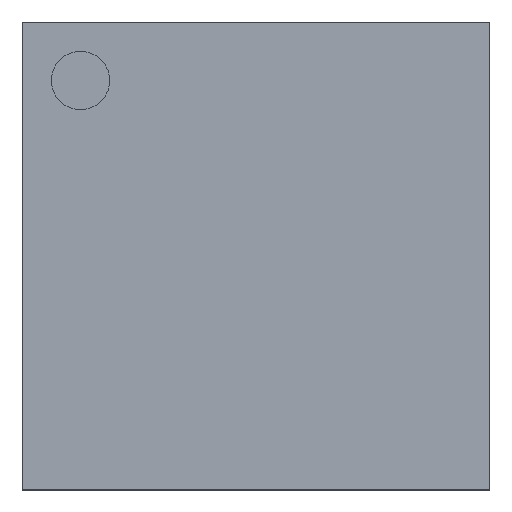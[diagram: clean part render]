
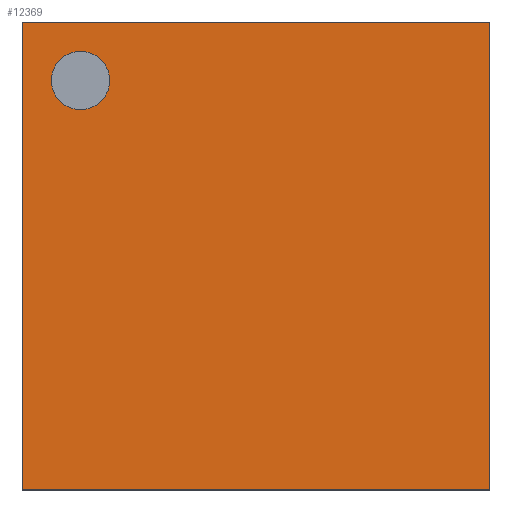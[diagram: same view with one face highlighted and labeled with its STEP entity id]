
A CAD part, top view. The second image highlights one B-rep face of the part: STEP entity #12369.
In plain terms, the highlighted planar face has unit normal (0, 0, 1).
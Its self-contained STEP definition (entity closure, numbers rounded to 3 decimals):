
#12180 = VERTEX_POINT('',#12181);
#12181 = CARTESIAN_POINT('',(-7.,-7.,1.18));
#12188 = PLANE('',#12189);
#12189 = AXIS2_PLACEMENT_3D('',#12190,#12191,#12192);
#12190 = CARTESIAN_POINT('',(-7.,-7.,0.3));
#12191 = DIRECTION('',(1.,0.,0.));
#12192 = DIRECTION('',(0.,0.,1.));
#12200 = PLANE('',#12201);
#12201 = AXIS2_PLACEMENT_3D('',#12202,#12203,#12204);
#12202 = CARTESIAN_POINT('',(-7.,-7.,0.3));
#12203 = DIRECTION('',(0.,1.,0.));
#12204 = DIRECTION('',(0.,0.,1.));
#12241 = VERTEX_POINT('',#12242);
#12242 = CARTESIAN_POINT('',(-7.,7.,1.18));
#12256 = PLANE('',#12257);
#12257 = AXIS2_PLACEMENT_3D('',#12258,#12259,#12260);
#12258 = CARTESIAN_POINT('',(-7.,7.,0.3));
#12259 = DIRECTION('',(0.,1.,0.));
#12260 = DIRECTION('',(0.,0.,1.));
#12268 = EDGE_CURVE('',#12180,#12241,#12269,.T.);
#12269 = SURFACE_CURVE('',#12270,(#12274,#12281),.PCURVE_S1.);
#12270 = LINE('',#12271,#12272);
#12271 = CARTESIAN_POINT('',(-7.,-7.,1.18));
#12272 = VECTOR('',#12273,1.);
#12273 = DIRECTION('',(0.,1.,0.));
#12274 = PCURVE('',#12188,#12275);
#12275 = DEFINITIONAL_REPRESENTATION('',(#12276),#12280);
#12276 = LINE('',#12277,#12278);
#12277 = CARTESIAN_POINT('',(0.88,0.));
#12278 = VECTOR('',#12279,1.);
#12279 = DIRECTION('',(0.,-1.));
#12280 = ( GEOMETRIC_REPRESENTATION_CONTEXT(2) 
PARAMETRIC_REPRESENTATION_CONTEXT() REPRESENTATION_CONTEXT('2D SPACE',''
  ) );
#12281 = PCURVE('',#12282,#12287);
#12282 = PLANE('',#12283);
#12283 = AXIS2_PLACEMENT_3D('',#12284,#12285,#12286);
#12284 = CARTESIAN_POINT('',(-7.,-7.,1.18));
#12285 = DIRECTION('',(0.,0.,1.));
#12286 = DIRECTION('',(1.,0.,0.));
#12287 = DEFINITIONAL_REPRESENTATION('',(#12288),#12292);
#12288 = LINE('',#12289,#12290);
#12289 = CARTESIAN_POINT('',(0.,0.));
#12290 = VECTOR('',#12291,1.);
#12291 = DIRECTION('',(0.,1.));
#12292 = ( GEOMETRIC_REPRESENTATION_CONTEXT(2) 
PARAMETRIC_REPRESENTATION_CONTEXT() REPRESENTATION_CONTEXT('2D SPACE',''
  ) );
#12321 = EDGE_CURVE('',#12180,#12322,#12324,.T.);
#12322 = VERTEX_POINT('',#12323);
#12323 = CARTESIAN_POINT('',(7.,-7.,1.18));
#12324 = SURFACE_CURVE('',#12325,(#12329,#12336),.PCURVE_S1.);
#12325 = LINE('',#12326,#12327);
#12326 = CARTESIAN_POINT('',(-7.,-7.,1.18));
#12327 = VECTOR('',#12328,1.);
#12328 = DIRECTION('',(1.,0.,0.));
#12329 = PCURVE('',#12200,#12330);
#12330 = DEFINITIONAL_REPRESENTATION('',(#12331),#12335);
#12331 = LINE('',#12332,#12333);
#12332 = CARTESIAN_POINT('',(0.88,0.));
#12333 = VECTOR('',#12334,1.);
#12334 = DIRECTION('',(0.,1.));
#12335 = ( GEOMETRIC_REPRESENTATION_CONTEXT(2) 
PARAMETRIC_REPRESENTATION_CONTEXT() REPRESENTATION_CONTEXT('2D SPACE',''
  ) );
#12336 = PCURVE('',#12282,#12337);
#12337 = DEFINITIONAL_REPRESENTATION('',(#12338),#12342);
#12338 = LINE('',#12339,#12340);
#12339 = CARTESIAN_POINT('',(0.,0.));
#12340 = VECTOR('',#12341,1.);
#12341 = DIRECTION('',(1.,0.));
#12342 = ( GEOMETRIC_REPRESENTATION_CONTEXT(2) 
PARAMETRIC_REPRESENTATION_CONTEXT() REPRESENTATION_CONTEXT('2D SPACE',''
  ) );
#12358 = PLANE('',#12359);
#12359 = AXIS2_PLACEMENT_3D('',#12360,#12361,#12362);
#12360 = CARTESIAN_POINT('',(7.,-7.,0.3));
#12361 = DIRECTION('',(1.,0.,0.));
#12362 = DIRECTION('',(0.,0.,1.));
#12369 = ADVANCED_FACE('',(#12370,#12418),#12282,.T.);
#12370 = FACE_BOUND('',#12371,.T.);
#12371 = EDGE_LOOP('',(#12372,#12373,#12374,#12397));
#12372 = ORIENTED_EDGE('',*,*,#12268,.F.);
#12373 = ORIENTED_EDGE('',*,*,#12321,.T.);
#12374 = ORIENTED_EDGE('',*,*,#12375,.T.);
#12375 = EDGE_CURVE('',#12322,#12376,#12378,.T.);
#12376 = VERTEX_POINT('',#12377);
#12377 = CARTESIAN_POINT('',(7.,7.,1.18));
#12378 = SURFACE_CURVE('',#12379,(#12383,#12390),.PCURVE_S1.);
#12379 = LINE('',#12380,#12381);
#12380 = CARTESIAN_POINT('',(7.,-7.,1.18));
#12381 = VECTOR('',#12382,1.);
#12382 = DIRECTION('',(0.,1.,0.));
#12383 = PCURVE('',#12282,#12384);
#12384 = DEFINITIONAL_REPRESENTATION('',(#12385),#12389);
#12385 = LINE('',#12386,#12387);
#12386 = CARTESIAN_POINT('',(14.,0.));
#12387 = VECTOR('',#12388,1.);
#12388 = DIRECTION('',(0.,1.));
#12389 = ( GEOMETRIC_REPRESENTATION_CONTEXT(2) 
PARAMETRIC_REPRESENTATION_CONTEXT() REPRESENTATION_CONTEXT('2D SPACE',''
  ) );
#12390 = PCURVE('',#12358,#12391);
#12391 = DEFINITIONAL_REPRESENTATION('',(#12392),#12396);
#12392 = LINE('',#12393,#12394);
#12393 = CARTESIAN_POINT('',(0.88,0.));
#12394 = VECTOR('',#12395,1.);
#12395 = DIRECTION('',(0.,-1.));
#12396 = ( GEOMETRIC_REPRESENTATION_CONTEXT(2) 
PARAMETRIC_REPRESENTATION_CONTEXT() REPRESENTATION_CONTEXT('2D SPACE',''
  ) );
#12397 = ORIENTED_EDGE('',*,*,#12398,.F.);
#12398 = EDGE_CURVE('',#12241,#12376,#12399,.T.);
#12399 = SURFACE_CURVE('',#12400,(#12404,#12411),.PCURVE_S1.);
#12400 = LINE('',#12401,#12402);
#12401 = CARTESIAN_POINT('',(-7.,7.,1.18));
#12402 = VECTOR('',#12403,1.);
#12403 = DIRECTION('',(1.,0.,0.));
#12404 = PCURVE('',#12282,#12405);
#12405 = DEFINITIONAL_REPRESENTATION('',(#12406),#12410);
#12406 = LINE('',#12407,#12408);
#12407 = CARTESIAN_POINT('',(0.,14.));
#12408 = VECTOR('',#12409,1.);
#12409 = DIRECTION('',(1.,0.));
#12410 = ( GEOMETRIC_REPRESENTATION_CONTEXT(2) 
PARAMETRIC_REPRESENTATION_CONTEXT() REPRESENTATION_CONTEXT('2D SPACE',''
  ) );
#12411 = PCURVE('',#12256,#12412);
#12412 = DEFINITIONAL_REPRESENTATION('',(#12413),#12417);
#12413 = LINE('',#12414,#12415);
#12414 = CARTESIAN_POINT('',(0.88,0.));
#12415 = VECTOR('',#12416,1.);
#12416 = DIRECTION('',(0.,1.));
#12417 = ( GEOMETRIC_REPRESENTATION_CONTEXT(2) 
PARAMETRIC_REPRESENTATION_CONTEXT() REPRESENTATION_CONTEXT('2D SPACE',''
  ) );
#12418 = FACE_BOUND('',#12419,.T.);
#12419 = EDGE_LOOP('',(#12420));
#12420 = ORIENTED_EDGE('',*,*,#12421,.F.);
#12421 = EDGE_CURVE('',#12422,#12422,#12424,.T.);
#12422 = VERTEX_POINT('',#12423);
#12423 = CARTESIAN_POINT('',(-4.375,5.25,1.18));
#12424 = SURFACE_CURVE('',#12425,(#12430,#12437),.PCURVE_S1.);
#12425 = CIRCLE('',#12426,0.875);
#12426 = AXIS2_PLACEMENT_3D('',#12427,#12428,#12429);
#12427 = CARTESIAN_POINT('',(-5.25,5.25,1.18));
#12428 = DIRECTION('',(0.,0.,1.));
#12429 = DIRECTION('',(1.,0.,0.));
#12430 = PCURVE('',#12282,#12431);
#12431 = DEFINITIONAL_REPRESENTATION('',(#12432),#12436);
#12432 = CIRCLE('',#12433,0.875);
#12433 = AXIS2_PLACEMENT_2D('',#12434,#12435);
#12434 = CARTESIAN_POINT('',(1.75,12.25));
#12435 = DIRECTION('',(1.,0.));
#12436 = ( GEOMETRIC_REPRESENTATION_CONTEXT(2) 
PARAMETRIC_REPRESENTATION_CONTEXT() REPRESENTATION_CONTEXT('2D SPACE',''
  ) );
#12437 = PCURVE('',#12438,#12443);
#12438 = CYLINDRICAL_SURFACE('',#12439,0.875);
#12439 = AXIS2_PLACEMENT_3D('',#12440,#12441,#12442);
#12440 = CARTESIAN_POINT('',(-5.25,5.25,1.062));
#12441 = DIRECTION('',(0.,0.,1.));
#12442 = DIRECTION('',(1.,0.,0.));
#12443 = DEFINITIONAL_REPRESENTATION('',(#12444),#12448);
#12444 = LINE('',#12445,#12446);
#12445 = CARTESIAN_POINT('',(0.,0.118));
#12446 = VECTOR('',#12447,1.);
#12447 = DIRECTION('',(1.,0.));
#12448 = ( GEOMETRIC_REPRESENTATION_CONTEXT(2) 
PARAMETRIC_REPRESENTATION_CONTEXT() REPRESENTATION_CONTEXT('2D SPACE',''
  ) );
